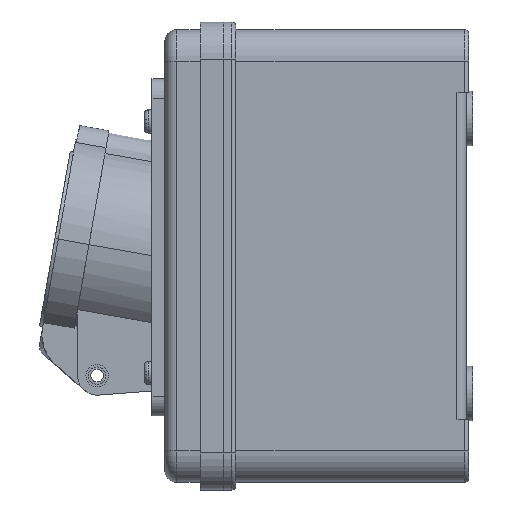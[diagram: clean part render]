
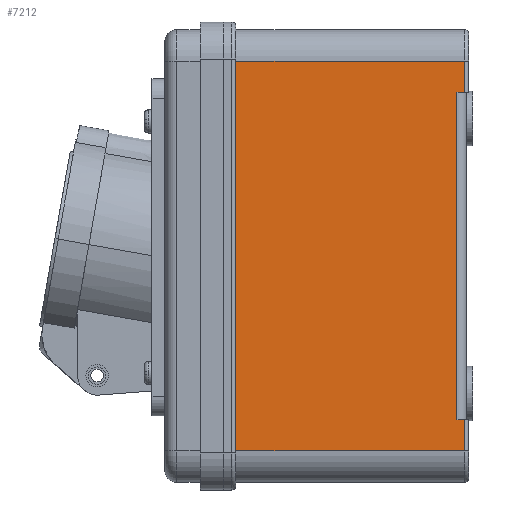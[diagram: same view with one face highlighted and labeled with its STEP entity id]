
A CAD part, left-side view. The second image highlights one B-rep face of the part: STEP entity #7212.
In plain terms, the highlighted planar face has unit normal (-1, 0, 0).
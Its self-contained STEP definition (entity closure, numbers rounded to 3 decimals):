
#626 = DIRECTION ( 'NONE',  ( -1., 0., 0. ) ) ;
#902 = VECTOR ( 'NONE', #3795, 1000. ) ;
#1048 = LINE ( 'NONE', #6557, #12028 ) ;
#1071 = EDGE_CURVE ( 'NONE', #16905, #7357, #20249, .T. ) ;
#2875 = VECTOR ( 'NONE', #9952, 1000. ) ;
#2926 = LINE ( 'NONE', #15417, #9720 ) ;
#3448 = VECTOR ( 'NONE', #10960, 1000. ) ;
#3795 = DIRECTION ( 'NONE',  ( 0., 0., 1. ) ) ;
#3975 = ORIENTED_EDGE ( 'NONE', *, *, #1071, .F. ) ;
#4640 = CARTESIAN_POINT ( 'NONE',  ( -91.75, -61.8, -50. ) ) ;
#4903 = DIRECTION ( 'NONE',  ( 0., 0., 1. ) ) ;
#5477 = EDGE_CURVE ( 'NONE', #12918, #10492, #20082, .T. ) ;
#5859 = DIRECTION ( 'NONE',  ( 0., 1., 0. ) ) ;
#6484 = CARTESIAN_POINT ( 'NONE',  ( -91.75, -62.8, -58. ) ) ;
#6557 = CARTESIAN_POINT ( 'NONE',  ( -91.75, -62.8, -50. ) ) ;
#7111 = EDGE_CURVE ( 'NONE', #10492, #22650, #20188, .T. ) ;
#7212 = ADVANCED_FACE ( 'NONE', ( #17402 ), #20909, .T. ) ;
#7357 = VERTEX_POINT ( 'NONE', #21596 ) ;
#7478 = CARTESIAN_POINT ( 'NONE',  ( -91.75, -62.3, 42. ) ) ;
#7968 = ORIENTED_EDGE ( 'NONE', *, *, #16269, .T. ) ;
#8200 = DIRECTION ( 'NONE',  ( 0., -1., 0. ) ) ;
#8583 = DIRECTION ( 'NONE',  ( 0., -1., 0. ) ) ;
#8638 = ORIENTED_EDGE ( 'NONE', *, *, #5477, .T. ) ;
#8644 = CARTESIAN_POINT ( 'NONE',  ( -91.75, -59.8, -42. ) ) ;
#9499 = CARTESIAN_POINT ( 'NONE',  ( -91.75, -61.8, -58. ) ) ;
#9654 = CARTESIAN_POINT ( 'NONE',  ( -91.75, -61.8, 50. ) ) ;
#9720 = VECTOR ( 'NONE', #8200, 1000. ) ;
#9952 = DIRECTION ( 'NONE',  ( 0., 0., 1. ) ) ;
#10022 = VERTEX_POINT ( 'NONE', #4640 ) ;
#10060 = LINE ( 'NONE', #15475, #2875 ) ;
#10145 = CARTESIAN_POINT ( 'NONE',  ( -91.75, -61.8, -42. ) ) ;
#10488 = CARTESIAN_POINT ( 'NONE',  ( -91.75, -3.1, -50. ) ) ;
#10492 = VERTEX_POINT ( 'NONE', #23297 ) ;
#10708 = EDGE_CURVE ( 'NONE', #18889, #12918, #10060, .T. ) ;
#10960 = DIRECTION ( 'NONE',  ( 0., -1., 0. ) ) ;
#11361 = EDGE_CURVE ( 'NONE', #16905, #10022, #1048, .T. ) ;
#11510 = ORIENTED_EDGE ( 'NONE', *, *, #17484, .T. ) ;
#12028 = VECTOR ( 'NONE', #8583, 1000. ) ;
#12616 = AXIS2_PLACEMENT_3D ( 'NONE', #6484, #626, #13805 ) ;
#12918 = VERTEX_POINT ( 'NONE', #17106 ) ;
#13006 = EDGE_LOOP ( 'NONE', ( #17891, #11510, #21017, #16415, #8638, #22572, #7968, #3975 ) ) ;
#13805 = DIRECTION ( 'NONE',  ( 0., 0., 1. ) ) ;
#15417 = CARTESIAN_POINT ( 'NONE',  ( -91.75, -62.3, -42. ) ) ;
#15475 = CARTESIAN_POINT ( 'NONE',  ( -91.75, -59.8, -58. ) ) ;
#16269 = EDGE_CURVE ( 'NONE', #22650, #7357, #22541, .T. ) ;
#16415 = ORIENTED_EDGE ( 'NONE', *, *, #10708, .T. ) ;
#16526 = CARTESIAN_POINT ( 'NONE',  ( -91.75, -3.1, -58. ) ) ;
#16905 = VERTEX_POINT ( 'NONE', #10488 ) ;
#17106 = CARTESIAN_POINT ( 'NONE',  ( -91.75, -59.8, 42. ) ) ;
#17121 = VECTOR ( 'NONE', #5859, 1000. ) ;
#17402 = FACE_OUTER_BOUND ( 'NONE', #13006, .T. ) ;
#17484 = EDGE_CURVE ( 'NONE', #10022, #22459, #18490, .T. ) ;
#17891 = ORIENTED_EDGE ( 'NONE', *, *, #11361, .T. ) ;
#18130 = DIRECTION ( 'NONE',  ( 0., 0., 1. ) ) ;
#18302 = VECTOR ( 'NONE', #4903, 1000. ) ;
#18367 = EDGE_CURVE ( 'NONE', #18889, #22459, #2926, .T. ) ;
#18490 = LINE ( 'NONE', #9499, #18302 ) ;
#18889 = VERTEX_POINT ( 'NONE', #8644 ) ;
#20082 = LINE ( 'NONE', #7478, #3448 ) ;
#20188 = LINE ( 'NONE', #20304, #22972 ) ;
#20249 = LINE ( 'NONE', #16526, #902 ) ;
#20304 = CARTESIAN_POINT ( 'NONE',  ( -91.75, -61.8, -58. ) ) ;
#20750 = CARTESIAN_POINT ( 'NONE',  ( -91.75, -62.8, 50. ) ) ;
#20909 = PLANE ( 'NONE',  #12616 ) ;
#21017 = ORIENTED_EDGE ( 'NONE', *, *, #18367, .F. ) ;
#21596 = CARTESIAN_POINT ( 'NONE',  ( -91.75, -3.1, 50. ) ) ;
#22459 = VERTEX_POINT ( 'NONE', #10145 ) ;
#22541 = LINE ( 'NONE', #20750, #17121 ) ;
#22572 = ORIENTED_EDGE ( 'NONE', *, *, #7111, .T. ) ;
#22650 = VERTEX_POINT ( 'NONE', #9654 ) ;
#22972 = VECTOR ( 'NONE', #18130, 1000. ) ;
#23297 = CARTESIAN_POINT ( 'NONE',  ( -91.75, -61.8, 42. ) ) ;
